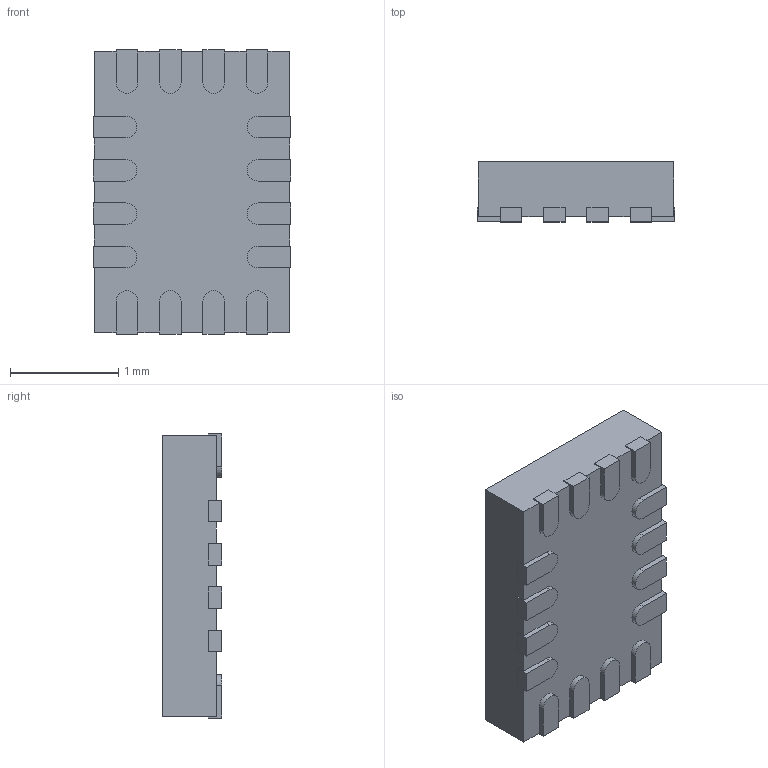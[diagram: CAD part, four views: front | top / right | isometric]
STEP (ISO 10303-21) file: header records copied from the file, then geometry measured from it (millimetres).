
FILE_DESCRIPTION (( 'STEP AP214' ), '1' );
FILE_NAME ('User Library-XQFN-16-1.STEP', '2015-02-12T10:33:30', ( 'Windows User' ), ( '' ), 'SwSTEP 2.0', 'SolidWorks 2015', '' );
FILE_SCHEMA (( 'AUTOMOTIVE_DESIGN' ));
Length unit declared in the file: millimetre
Products named in the file (1): User Library-XQFN-16-1
Bounding box: 1.82 x 0.55 x 2.62 mm (x, y, z)
Volume: 2.4 mm3; surface area: 14.8 mm2
Topology: 1 solids, 1 shells, 188 faces, 528 edges, 352 vertices
Faces by surface type: plane 147, cylinder 22, bspline 19
Entity records: 9196 total; most frequent: CARTESIAN_POINT 2320, ORIENTED_EDGE 1056, DIRECTION 874, EDGE_CURVE 528, LINE 446, VECTOR 446, VERTEX_POINT 352, AXIS2_PLACEMENT_3D 214
